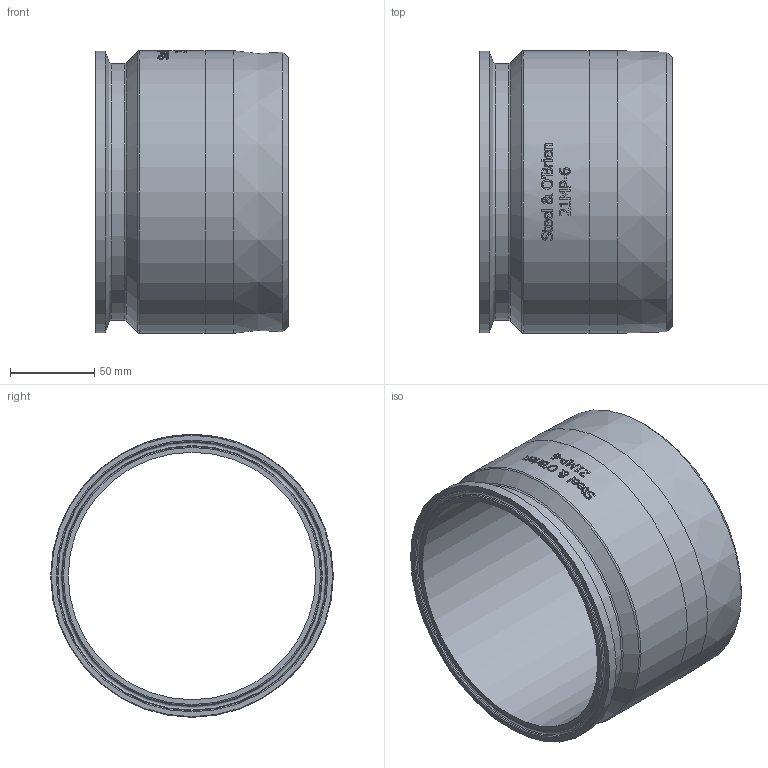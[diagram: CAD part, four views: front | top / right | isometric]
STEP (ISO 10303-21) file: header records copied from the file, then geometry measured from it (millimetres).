
FILE_DESCRIPTION(/* description */ (''),/* implementation_level */ '2;1');
FILE_NAME(/* name */ '21MP-6.stp',/* time_stamp */ '2019-01-30T13:30:01-05:00',/* author */ ('rick'),/* organization */ (''),/* preprocessor_version */ 'ST-DEVELOPER v15.2',/* originating_system */ 'Autodesk Inventor 2014',/* authorisation */ '');
FILE_SCHEMA (('AUTOMOTIVE_DESIGN { 1 0 10303 214 3 1 1 }'));
Length unit declared in the file: inch
Products named in the file (1): AAV06000
Bounding box: 114.3 x 167.67 x 167.67 mm (x, y, z)
Volume: 515394.6 mm3; surface area: 125579.6 mm2
Topology: 1 solids, 1 shells, 333 faces, 883 edges, 584 vertices
Faces by surface type: bspline 158, plane 127, cylinder 35, torus 7, cone 6
Full cylindrical faces by diameter (mm): 146.863 x1, 152.4 x1, 166.878 x1, 167.64 x1, 167.665 x1
Entity records: 12989 total; most frequent: CARTESIAN_POINT 5664, ORIENTED_EDGE 1730, DIRECTION 1063, EDGE_CURVE 865, VERTEX_POINT 584, LINE 387, VECTOR 387, EDGE_LOOP 385
